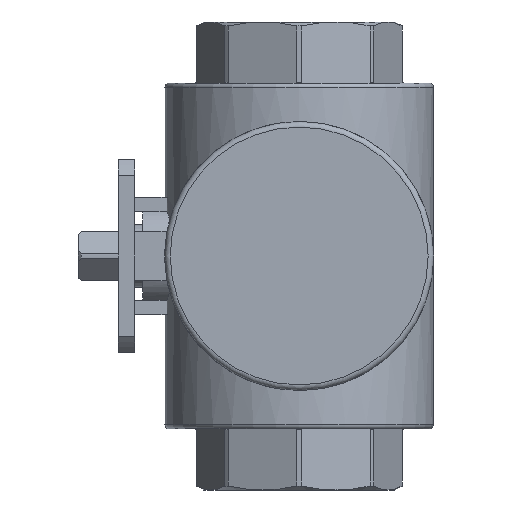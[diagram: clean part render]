
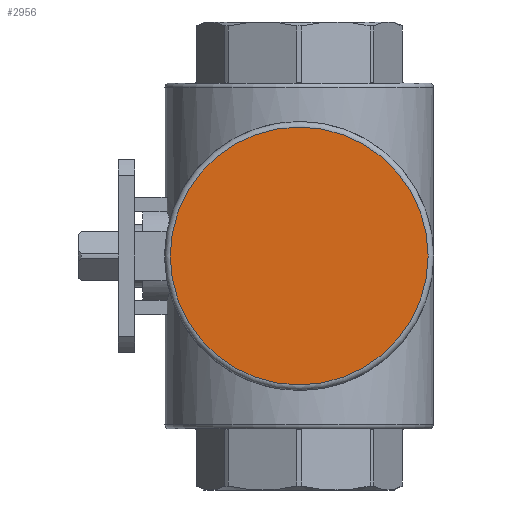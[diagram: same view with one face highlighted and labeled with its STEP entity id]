
A CAD part, left-side view. The second image highlights one B-rep face of the part: STEP entity #2956.
In plain terms, the highlighted planar face has unit normal (-1, 0, 0).
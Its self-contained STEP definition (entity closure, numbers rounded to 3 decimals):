
#59=PLANE('',#3244);
#673=CIRCLE('',#3245,47.);
#1115=ORIENTED_EDGE('',*,*,#1885,.T.);
#1885=EDGE_CURVE('',#2232,#2232,#673,.T.);
#2232=VERTEX_POINT('',#5031);
#2476=EDGE_LOOP('',(#1115));
#2703=FACE_BOUND('',#2476,.T.);
#2956=ADVANCED_FACE('',(#2703),#59,.F.);
#3244=AXIS2_PLACEMENT_3D('',#5029,#3900,#3901);
#3245=AXIS2_PLACEMENT_3D('',#5030,#3902,#3903);
#3900=DIRECTION('',(1.,0.,0.));
#3901=DIRECTION('',(0.,1.,0.));
#3902=DIRECTION('',(-1.,0.,0.));
#3903=DIRECTION('',(0.,-1.,0.));
#5029=CARTESIAN_POINT('',(-55.,-47.,0.));
#5030=CARTESIAN_POINT('',(-55.,0.,0.));
#5031=CARTESIAN_POINT('',(-55.,-47.,0.));
